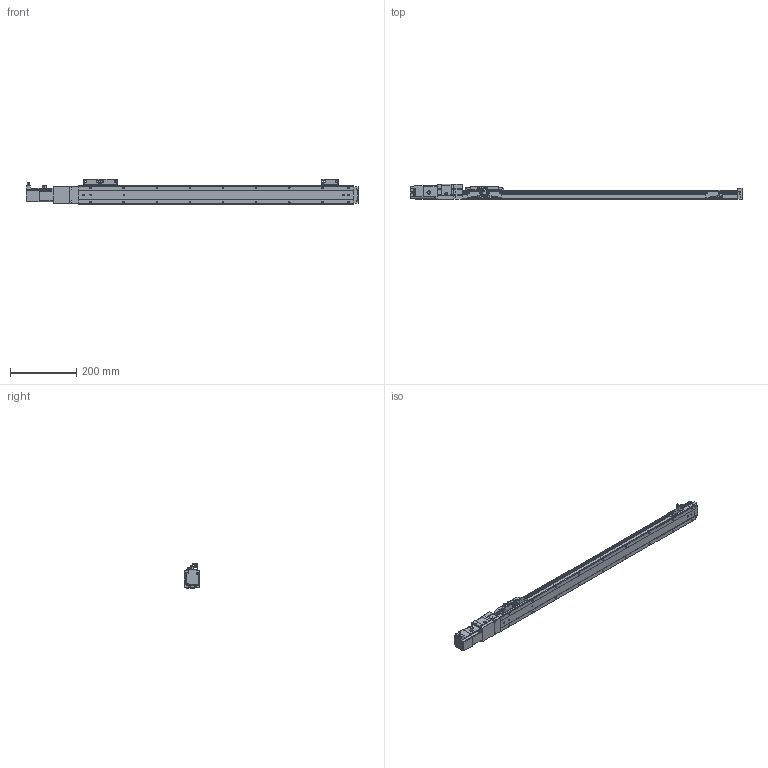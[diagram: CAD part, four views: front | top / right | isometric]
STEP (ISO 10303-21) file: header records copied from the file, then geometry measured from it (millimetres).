
FILE_DESCRIPTION (( 'STEP AP214' ), '1' );
FILE_NAME ('MLU52BC-10XLD-0700-XXXX.STEP', '2025-02-28T16:06:16', ( '' ), ( '' ), 'SwSTEP 2.0', 'SolidWorks 2022', '' );
FILE_SCHEMA (( 'AUTOMOTIVE_DESIGN' ));
Length unit declared in the file: millimetre
Products named in the file (12): MLU52-700FANGTOOTH; MLU52-700CARRIAGE; MLU52-700MOTOR; MLU52-700-3; FANG STICKER; MLU52BC-10XLD-0700-XXXX; MLU52-700-1; MLU52-700-4; MLU52-700-2; MLU52-700-5; MLU52-700SENSORPLATE; MLU52-700SENSOR
Assembly tree (15 placements, depth 2):
  MLU52BC-10XLD-0700-XXXX
    MLU52-700-1
    MLU52-700-2
    MLU52-700-3
    MLU52-700MOTOR
    MLU52-700-4
    MLU52-700FANGTOOTH
    MLU52-700CARRIAGE
    MLU52-700-5
    MLU52-700SENSORPLATE  x3
    MLU52-700SENSOR  x3
    FANG STICKER
Bounding box: 1003.4 x 46 x 76 mm (x, y, z)
Volume: 1468242.6 mm3; surface area: 267180.2 mm2
Topology: 15 solids, 15 shells, 1661 faces, 4460 edges, 2933 vertices
Faces by surface type: plane 869, cylinder 680, cone 72, torus 40
Entity records: 45922 total; most frequent: CARTESIAN_POINT 9795, ORIENTED_EDGE 7480, DIRECTION 7419, EDGE_CURVE 3740, AXIS2_PLACEMENT_3D 2523, VERTEX_POINT 2461, LINE 2373, VECTOR 2373
